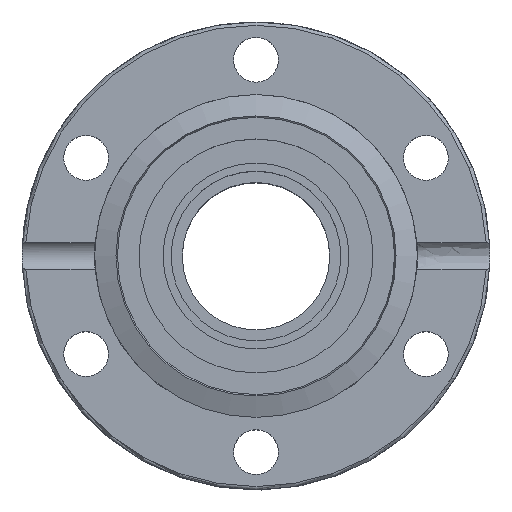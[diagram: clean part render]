
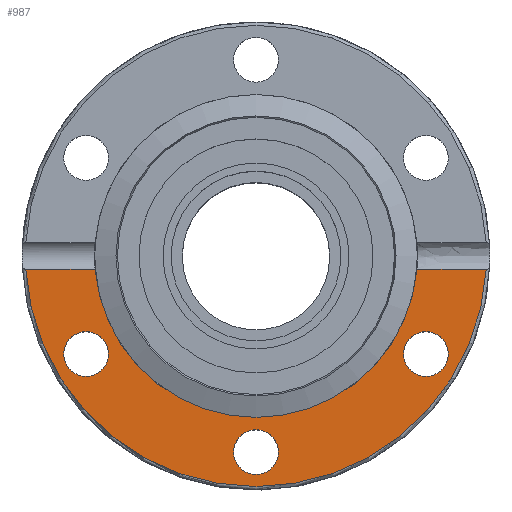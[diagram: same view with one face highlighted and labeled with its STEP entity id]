
A CAD part, top view. The second image highlights one B-rep face of the part: STEP entity #987.
In plain terms, the highlighted planar face has unit normal (0, 0, 1).
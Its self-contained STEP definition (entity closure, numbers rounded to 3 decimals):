
#241=CARTESIAN_POINT('',(34.442,-2.,13.0));
#242=VERTEX_POINT('',#241);
#243=CARTESIAN_POINT('',(24.067,-2.,13.0));
#244=VERTEX_POINT('',#243);
#245=CARTESIAN_POINT('',(34.442,-2.,13.0));
#246=DIRECTION('',(-1.0,0.0,0.0));
#247=VECTOR('',#246,10.375);
#248=LINE('',#245,#247);
#249=EDGE_CURVE('',#242,#244,#248,.T.);
#366=CARTESIAN_POINT('',(-24.067,-2.,13.0));
#367=VERTEX_POINT('',#366);
#393=CARTESIAN_POINT('',(0.0,0.,13.0));
#394=DIRECTION('',(0.0,0.0,-1.0));
#395=DIRECTION('',(0.0,-1.0,0.0));
#396=AXIS2_PLACEMENT_3D('',#393,#394,#395);
#397=CIRCLE('',#396,24.15);
#398=EDGE_CURVE('',#244,#367,#397,.T.);
#523=CARTESIAN_POINT('',(-34.442,-2.,13.0));
#524=VERTEX_POINT('',#523);
#538=CARTESIAN_POINT('',(-24.067,-2.,13.0));
#539=DIRECTION('',(-1.0,0.0,0.0));
#540=VECTOR('',#539,10.375);
#541=LINE('',#538,#540);
#542=EDGE_CURVE('',#367,#524,#541,.T.);
#585=CARTESIAN_POINT('',(23.743,-17.576,13.0));
#586=VERTEX_POINT('',#585);
#587=CARTESIAN_POINT('',(25.418,-14.675,13.));
#588=DIRECTION('',(0.0,0.0,-1.));
#589=DIRECTION('',(-0.5,-0.866,0.0));
#590=AXIS2_PLACEMENT_3D('',#587,#588,#589);
#591=CIRCLE('',#590,3.35);
#592=EDGE_CURVE('',#586,#586,#591,.T.);
#634=CARTESIAN_POINT('',(-3.35,-29.35,13.0));
#635=VERTEX_POINT('',#634);
#636=CARTESIAN_POINT('',(0.,-29.35,13.));
#637=DIRECTION('',(0.0,0.0,-1.0));
#638=DIRECTION('',(-1.0,0.0,0.0));
#639=AXIS2_PLACEMENT_3D('',#636,#637,#638);
#640=CIRCLE('',#639,3.35);
#641=EDGE_CURVE('',#635,#635,#640,.T.);
#683=CARTESIAN_POINT('',(-27.093,-11.774,13.0));
#684=VERTEX_POINT('',#683);
#685=CARTESIAN_POINT('',(-25.418,-14.675,13.));
#686=DIRECTION('',(0.0,0.0,-1.0));
#687=DIRECTION('',(-0.5,0.866,0.0));
#688=AXIS2_PLACEMENT_3D('',#685,#686,#687);
#689=CIRCLE('',#688,3.35);
#690=EDGE_CURVE('',#684,#684,#689,.T.);
#955=CARTESIAN_POINT('',(0.0,0.0,13.0));
#956=DIRECTION('',(0.0,0.0,-1.0));
#957=DIRECTION('',(-1.0,0.0,0.0));
#958=AXIS2_PLACEMENT_3D('',#955,#956,#957);
#959=CIRCLE('',#958,34.5);
#960=EDGE_CURVE('',#242,#524,#959,.T.);
#967=CARTESIAN_POINT('',(0.0,0.0,13.0));
#968=DIRECTION('',(0.0,0.0,-1.0));
#969=DIRECTION('',(-1.0,0.0,0.0));
#970=AXIS2_PLACEMENT_3D('',#967,#968,#969);
#971=PLANE('',#970);
#972=ORIENTED_EDGE('',*,*,#249,.T.);
#973=ORIENTED_EDGE('',*,*,#398,.T.);
#974=ORIENTED_EDGE('',*,*,#542,.T.);
#975=ORIENTED_EDGE('',*,*,#960,.F.);
#976=EDGE_LOOP('',(#972,#973,#974,#975));
#977=FACE_OUTER_BOUND('',#976,.T.);
#978=ORIENTED_EDGE('',*,*,#592,.T.);
#979=EDGE_LOOP('',(#978));
#980=FACE_BOUND('',#979,.T.);
#981=ORIENTED_EDGE('',*,*,#641,.T.);
#982=EDGE_LOOP('',(#981));
#983=FACE_BOUND('',#982,.T.);
#984=ORIENTED_EDGE('',*,*,#690,.T.);
#985=EDGE_LOOP('',(#984));
#986=FACE_BOUND('',#985,.T.);
#987=ADVANCED_FACE('',(#977,#980,#983,#986),#971,.F.);
